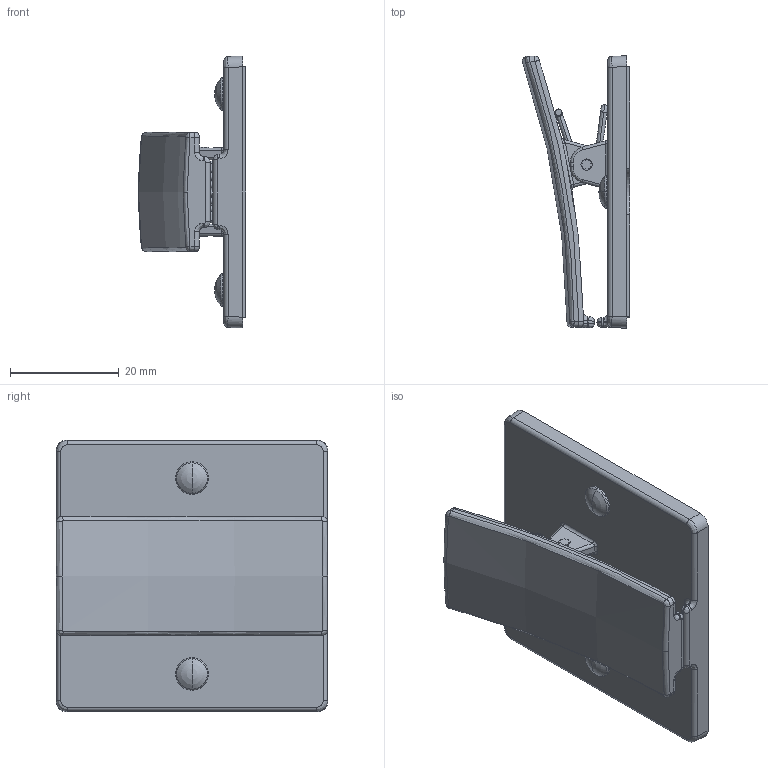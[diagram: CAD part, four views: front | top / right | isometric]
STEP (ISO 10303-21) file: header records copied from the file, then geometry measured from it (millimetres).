
FILE_DESCRIPTION(('Creo Elements/Direct Modeling STEP Export'),'2;1');
FILE_NAME('H240-50.stp','2021-05-27T10:35:24',(''),(''),'Creo Elements/Direct Modeling STEP processor for AP214 (Solid Model)','Creo Elements/Direct Modeling 20.0 12-Nov-2016 (C) Parametric Technology GmbH','');
FILE_SCHEMA(('AUTOMOTIVE_DESIGN { 1 0 10303 214 1 1 1 1 }'));
Length unit declared in the file: millimetre
Products named in the file (8): Klemme_Vorne; Klemme_hinten; Feder; Stift; Klebepad; Abdeckkappe; Abdeckkappe.1; KU-9994
Assembly tree (7 placements, depth 2):
  KU-9994
    Abdeckkappe.1
    Abdeckkappe
    Klebepad
    Stift
    Feder
    Klemme_hinten
    Klemme_Vorne
Bounding box: 19.7 x 50 x 50 mm (x, y, z)
Volume: 13111.9 mm3; surface area: 14094.5 mm2
Topology: 7 solids, 7 shells, 798 faces, 2140 edges, 1378 vertices
Faces by surface type: plane 568, bspline 94, cylinder 85, cone 22, torus 17, extrusion 6, sphere 4, revolution 2
Entity records: 39852 total; most frequent: CARTESIAN_POINT 21226, ORIENTED_EDGE 4272, DIRECTION 3137, EDGE_CURVE 2136, VECTOR 1631, LINE 1624, VERTEX_POINT 1378, EDGE_LOOP 836
